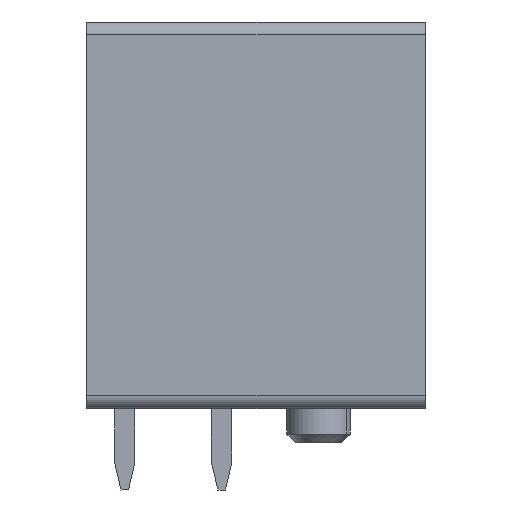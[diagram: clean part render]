
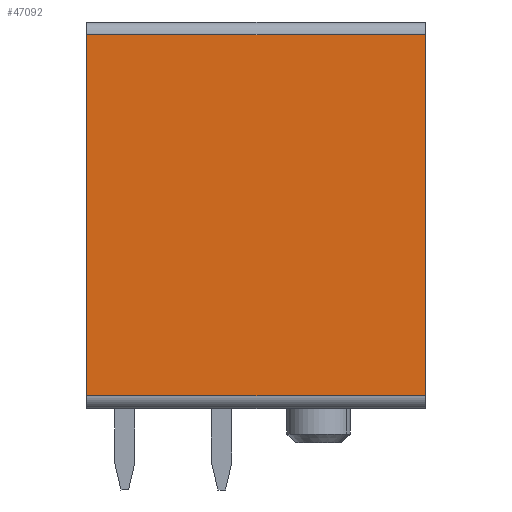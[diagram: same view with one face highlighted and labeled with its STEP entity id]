
A CAD part, left-side view. The second image highlights one B-rep face of the part: STEP entity #47092.
In plain terms, the highlighted planar face has unit normal (-1, 0, 0).
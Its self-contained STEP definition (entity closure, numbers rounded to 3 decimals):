
#47084=AXIS2_PLACEMENT_3D('Plane Axis2P3D',#47081,#47082,#47083) ;
#280=CARTESIAN_POINT('Vertex',(0.,0.,17.9)) ;
#283=CARTESIAN_POINT('Line Origine',(0.,0.,10.8)) ;
#287=CARTESIAN_POINT('Vertex',(0.,0.,3.7)) ;
#6183=CARTESIAN_POINT('Vertex',(0.,13.3,3.7)) ;
#6186=CARTESIAN_POINT('Line Origine',(0.,13.3,10.8)) ;
#6190=CARTESIAN_POINT('Vertex',(0.,13.3,17.9)) ;
#47052=CARTESIAN_POINT('Line Origine',(0.,6.65,17.9)) ;
#47069=CARTESIAN_POINT('Line Origine',(0.,6.65,3.7)) ;
#47081=CARTESIAN_POINT('Axis2P3D Location',(0.,0.,0.)) ;
#284=DIRECTION('Vector Direction',(0.,0.,-1.)) ;
#6187=DIRECTION('Vector Direction',(0.,0.,1.)) ;
#47053=DIRECTION('Vector Direction',(0.,1.,0.)) ;
#47070=DIRECTION('Vector Direction',(0.,1.,0.)) ;
#47082=DIRECTION('Axis2P3D Direction',(-1.,0.,0.)) ;
#47083=DIRECTION('Axis2P3D XDirection',(0.,-1.,0.)) ;
#285=VECTOR('Line Direction',#284,1.) ;
#6188=VECTOR('Line Direction',#6187,1.) ;
#47054=VECTOR('Line Direction',#47053,1.) ;
#47071=VECTOR('Line Direction',#47070,1.) ;
#47087=ORIENTED_EDGE('',*,*,#289,.T.) ;
#47088=ORIENTED_EDGE('',*,*,#47056,.T.) ;
#47089=ORIENTED_EDGE('',*,*,#6192,.T.) ;
#47090=ORIENTED_EDGE('',*,*,#47073,.T.) ;
#47092=ADVANCED_FACE('HOUSING',(#47091),#47085,.T.) ;
#289=EDGE_CURVE('',#288,#281,#286,.F.) ;
#6192=EDGE_CURVE('',#6191,#6184,#6189,.F.) ;
#47056=EDGE_CURVE('',#281,#6191,#47055,.T.) ;
#47073=EDGE_CURVE('',#6184,#288,#47072,.F.) ;
#47086=EDGE_LOOP('',(#47087,#47088,#47089,#47090)) ;
#47091=FACE_OUTER_BOUND('',#47086,.T.) ;
#286=LINE('Line',#283,#285) ;
#6189=LINE('Line',#6186,#6188) ;
#47055=LINE('Line',#47052,#47054) ;
#47072=LINE('Line',#47069,#47071) ;
#47085=PLANE('',#47084) ;
#281=VERTEX_POINT('',#280) ;
#288=VERTEX_POINT('',#287) ;
#6184=VERTEX_POINT('',#6183) ;
#6191=VERTEX_POINT('',#6190) ;
